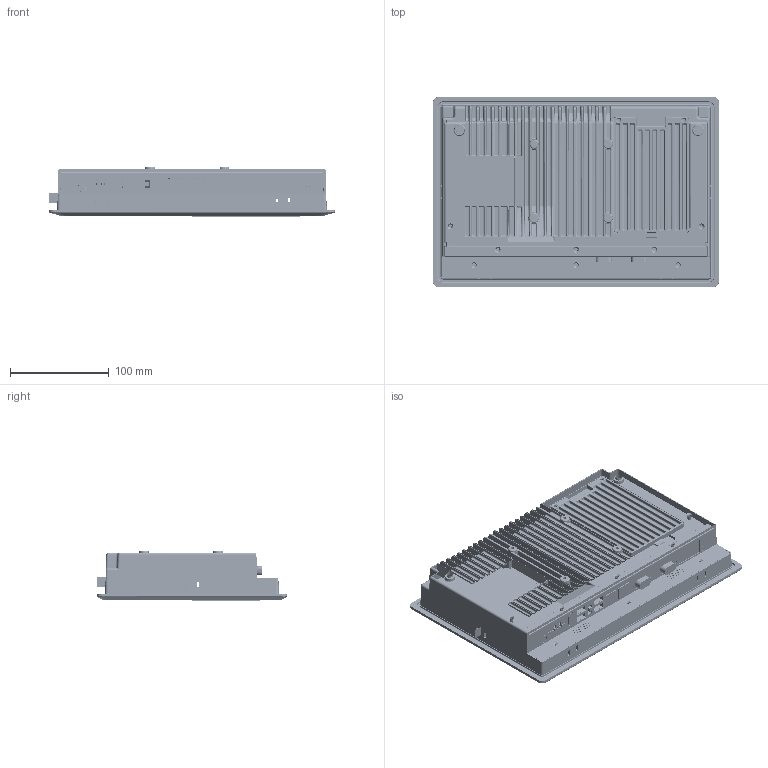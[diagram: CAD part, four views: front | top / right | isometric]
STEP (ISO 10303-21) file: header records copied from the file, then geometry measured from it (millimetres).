
FILE_DESCRIPTION (( 'STEP AP214' ), '1' );
FILE_NAME ('IFC-510C.STEP', '2025-03-03T06:20:47', ( '' ), ( '' ), 'SwSTEP 2.0', 'SolidWorks 2024', '' );
FILE_SCHEMA (( 'AUTOMOTIVE_DESIGN' ));
Length unit declared in the file: millimetre
Products named in the file (1): IFC-510C
Bounding box: 289.53 x 192.44 x 50.92 mm (x, y, z)
Surface area: 839122.3 mm2 (no closed solid volume)
Topology: 0 solids, 60 shells, 5679 faces, 14907 edges, 9418 vertices
Faces by surface type: cylinder 2869, plane 1688, bspline 665, cone 284, torus 129, sphere 44
Entity records: 283324 total; most frequent: CARTESIAN_POINT 87832, ORIENTED_EDGE 29321, DIRECTION 25506, EDGE_CURVE 14831, AXIS2_PLACEMENT_3D 9494, VERTEX_POINT 9417, VECTOR 6518, LINE 6518
